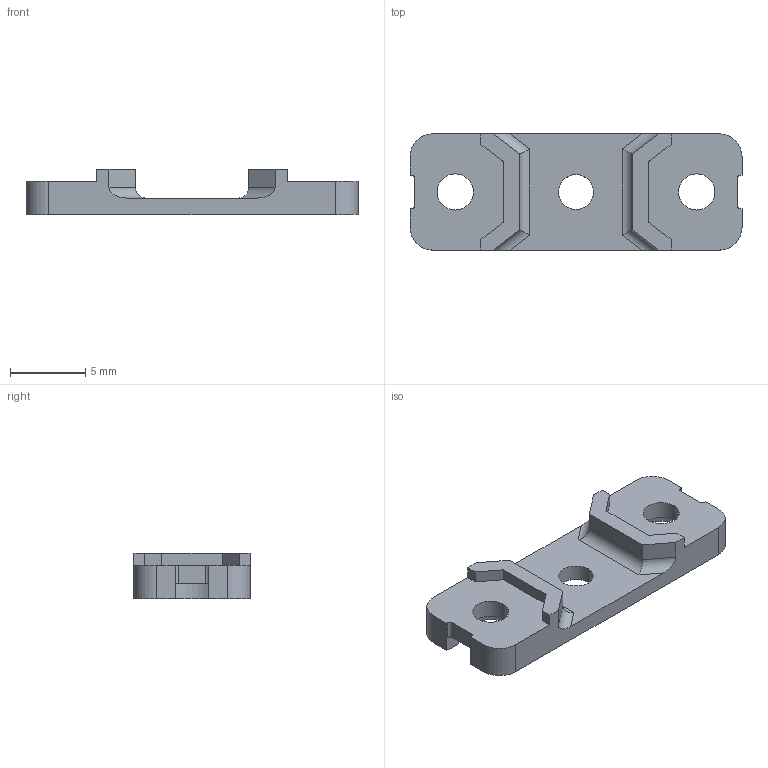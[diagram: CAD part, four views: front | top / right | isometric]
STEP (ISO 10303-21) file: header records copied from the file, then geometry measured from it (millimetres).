
FILE_DESCRIPTION (( 'STEP AP214' ), '1' );
FILE_NAME ('F55.STEP', '2012-11-12T13:48:08', ( 'D.M.S.' ), ( '' ), 'SwSTEP 2.0', 'SolidWorks 2009', '' );
FILE_SCHEMA (( 'AUTOMOTIVE_DESIGN' ));
Length unit declared in the file: millimetre
Products named in the file (1): F55
Bounding box: 22 x 7.7 x 3 mm (x, y, z)
Volume: 265.7 mm3; surface area: 504.9 mm2
Topology: 1 solids, 1 shells, 59 faces, 167 edges, 110 vertices
Faces by surface type: plane 36, cylinder 23
Entity records: 1938 total; most frequent: CARTESIAN_POINT 361, ORIENTED_EDGE 334, DIRECTION 313, EDGE_CURVE 167, LINE 125, VECTOR 125, VERTEX_POINT 110, AXIS2_PLACEMENT_3D 94
